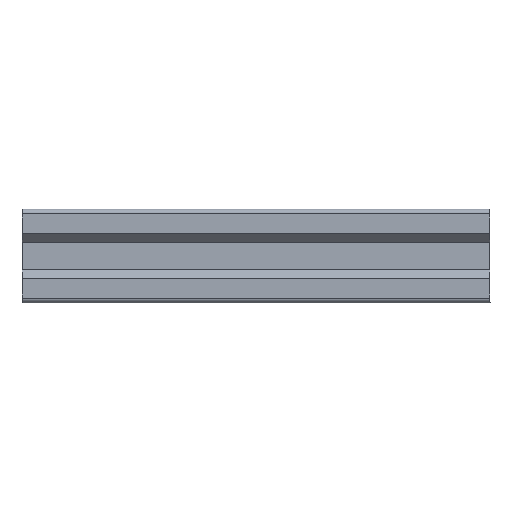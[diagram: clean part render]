
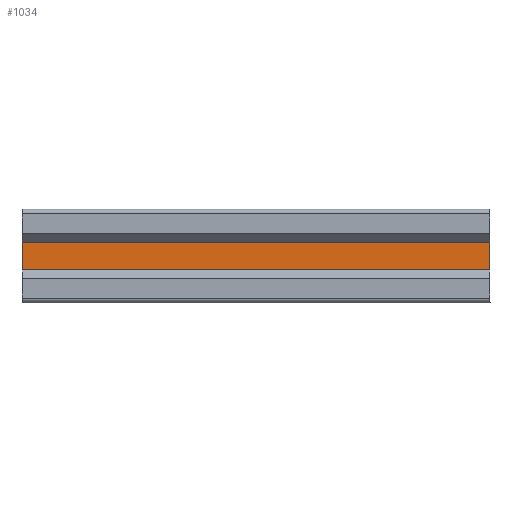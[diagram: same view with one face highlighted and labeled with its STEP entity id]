
A CAD part, front view. The second image highlights one B-rep face of the part: STEP entity #1034.
In plain terms, the highlighted planar face has unit normal (0, -1, 0).
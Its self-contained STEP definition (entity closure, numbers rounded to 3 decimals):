
#61=FACE_OUTER_BOUND('',#113,.T.);
#113=EDGE_LOOP('',(#832,#833,#834,#835));
#172=LINE('',#1492,#309);
#235=LINE('',#1626,#372);
#237=LINE('',#1630,#374);
#238=LINE('',#1631,#375);
#309=VECTOR('',#1187,10.);
#372=VECTOR('',#1318,10.);
#374=VECTOR('',#1322,10.);
#375=VECTOR('',#1323,10.);
#460=VERTEX_POINT('',#1489);
#461=VERTEX_POINT('',#1491);
#498=VERTEX_POINT('',#1625);
#499=VERTEX_POINT('',#1629);
#558=EDGE_CURVE('',#461,#460,#172,.T.);
#625=EDGE_CURVE('',#498,#461,#235,.T.);
#627=EDGE_CURVE('',#499,#460,#237,.T.);
#628=EDGE_CURVE('',#498,#499,#238,.T.);
#832=ORIENTED_EDGE('',*,*,#558,.T.);
#833=ORIENTED_EDGE('',*,*,#627,.F.);
#834=ORIENTED_EDGE('',*,*,#628,.F.);
#835=ORIENTED_EDGE('',*,*,#625,.T.);
#985=PLANE('',#1109);
#1034=ADVANCED_FACE('',(#61),#985,.T.);
#1109=AXIS2_PLACEMENT_3D('',#1628,#1320,#1321);
#1187=DIRECTION('',(0.,0.,1.));
#1318=DIRECTION('',(1.,0.,0.));
#1320=DIRECTION('center_axis',(0.,-1.,0.));
#1321=DIRECTION('ref_axis',(0.,0.,-1.));
#1322=DIRECTION('',(1.,0.,0.));
#1323=DIRECTION('',(0.,0.,1.));
#1489=CARTESIAN_POINT('',(100.5,6.5,2.939));
#1491=CARTESIAN_POINT('',(100.5,6.5,-2.939));
#1492=CARTESIAN_POINT('',(100.5,6.5,-3.03));
#1625=CARTESIAN_POINT('',(0.5,6.5,-2.939));
#1626=CARTESIAN_POINT('',(0.5,6.5,-2.939));
#1628=CARTESIAN_POINT('Origin',(0.5,6.5,2.939));
#1629=CARTESIAN_POINT('',(0.5,6.5,2.939));
#1630=CARTESIAN_POINT('',(0.5,6.5,2.939));
#1631=CARTESIAN_POINT('',(0.5,6.5,-5.97));
